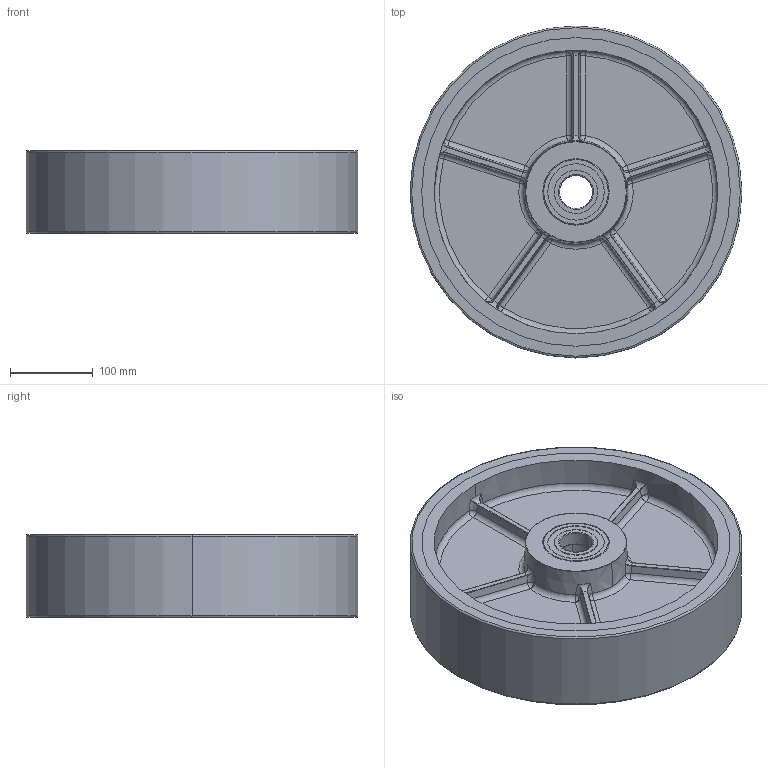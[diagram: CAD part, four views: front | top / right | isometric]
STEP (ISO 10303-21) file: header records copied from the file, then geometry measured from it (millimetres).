
FILE_DESCRIPTION (( 'STEP AP214' ), '1' );
FILE_NAME ('0032566.step', '2022-04-05T09:02:49', ( '' ), ( '' ), 'SwSTEP 2.0', 'SolidWorks 2020', '' );
FILE_SCHEMA (( 'AUTOMOTIVE_DESIGN' ));
Length unit declared in the file: millimetre
Products named in the file (1): 0032566
Bounding box: 400 x 400 x 100.1 mm (x, y, z)
Volume: 6081933.7 mm3; surface area: 816827.5 mm2
Topology: 5 solids, 9 shells, 410 faces, 904 edges, 480 vertices
Faces by surface type: bspline 120, cylinder 100, torus 72, plane 66, sphere 48, cone 4
Entity records: 20108 total; most frequent: CARTESIAN_POINT 7451, ORIENTED_EDGE 1728, DIRECTION 1686, EDGE_CURVE 864, AXIS2_PLACEMENT_3D 771, CIRCLE 480, VERTEX_POINT 480, EDGE_LOOP 436
